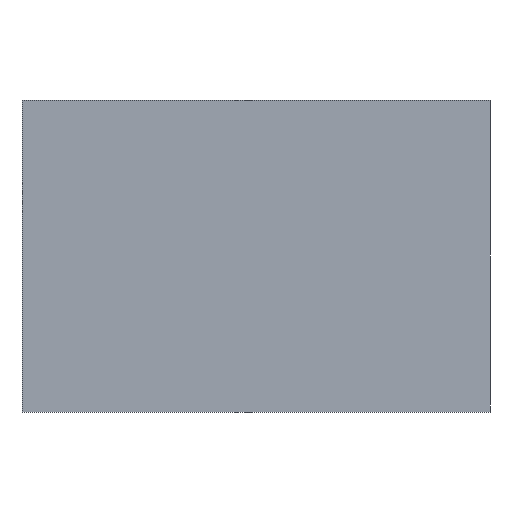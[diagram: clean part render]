
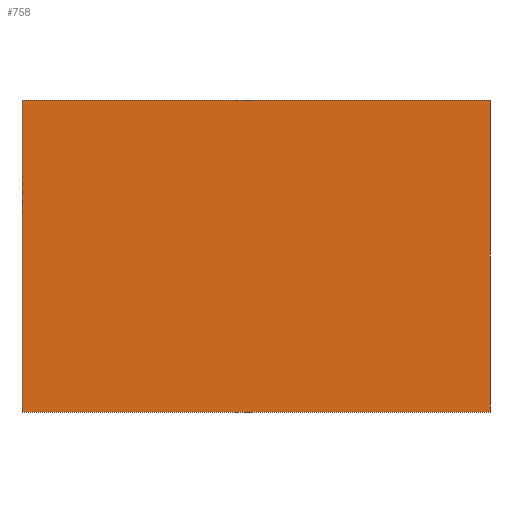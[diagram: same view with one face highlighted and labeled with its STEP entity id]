
A CAD part, left-side view. The second image highlights one B-rep face of the part: STEP entity #758.
In plain terms, the highlighted planar face has unit normal (-1, 0, 0).
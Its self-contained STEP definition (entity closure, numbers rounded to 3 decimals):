
#42=PLANE('',#830);
#80=FACE_OUTER_BOUND('',#118,.T.);
#118=EDGE_LOOP('',(#707,#708,#709,#710));
#122=LINE('',#1051,#210);
#148=LINE('',#1120,#236);
#153=LINE('',#1133,#241);
#199=LINE('',#1232,#287);
#210=VECTOR('',#844,10.);
#236=VECTOR('',#890,10.);
#241=VECTOR('',#903,10.);
#287=VECTOR('',#997,10.);
#319=VERTEX_POINT('',#1048);
#320=VERTEX_POINT('',#1050);
#353=VERTEX_POINT('',#1118);
#357=VERTEX_POINT('',#1132);
#392=EDGE_CURVE('',#320,#319,#122,.T.);
#427=EDGE_CURVE('',#353,#319,#148,.T.);
#433=EDGE_CURVE('',#320,#357,#153,.T.);
#487=EDGE_CURVE('',#353,#357,#199,.T.);
#707=ORIENTED_EDGE('',*,*,#392,.T.);
#708=ORIENTED_EDGE('',*,*,#427,.F.);
#709=ORIENTED_EDGE('',*,*,#487,.T.);
#710=ORIENTED_EDGE('',*,*,#433,.F.);
#758=ADVANCED_FACE('',(#80),#42,.T.);
#830=AXIS2_PLACEMENT_3D('',#1255,#1035,#1036);
#844=DIRECTION('',(0.,1.,0.));
#890=DIRECTION('',(0.,0.,1.));
#903=DIRECTION('',(0.,0.,-1.));
#997=DIRECTION('',(0.,-1.,0.));
#1035=DIRECTION('center_axis',(-1.,0.,0.));
#1036=DIRECTION('ref_axis',(0.,0.,1.));
#1048=CARTESIAN_POINT('',(0.,60.,80.));
#1050=CARTESIAN_POINT('',(0.,-60.,80.));
#1051=CARTESIAN_POINT('',(0.,0.,80.));
#1118=CARTESIAN_POINT('',(0.,60.,0.));
#1120=CARTESIAN_POINT('',(0.,60.,0.));
#1132=CARTESIAN_POINT('',(0.,-60.,0.));
#1133=CARTESIAN_POINT('',(0.,-60.,0.));
#1232=CARTESIAN_POINT('',(0.,0.,0.));
#1255=CARTESIAN_POINT('Origin',(0.,0.,0.));
